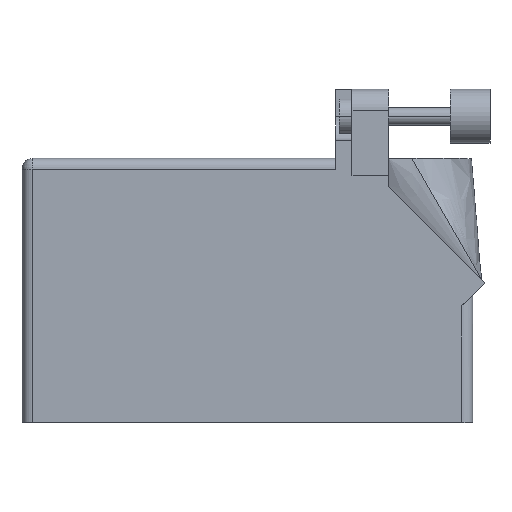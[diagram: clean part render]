
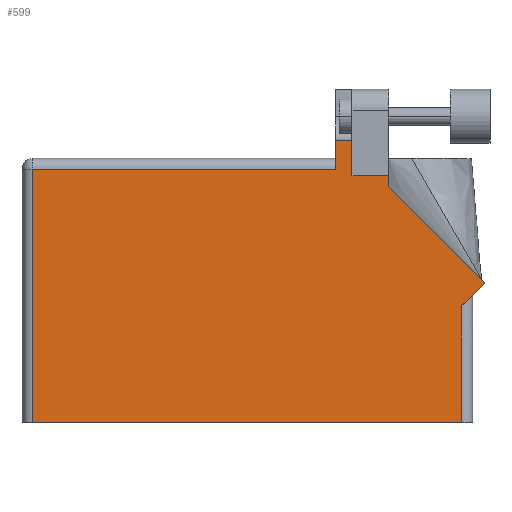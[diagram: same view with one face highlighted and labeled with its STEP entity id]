
A CAD part, top view. The second image highlights one B-rep face of the part: STEP entity #599.
In plain terms, the highlighted planar face has unit normal (0, 0, 1).
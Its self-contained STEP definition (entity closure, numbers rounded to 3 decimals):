
#77 = DIRECTION ( 'NONE',  ( 0.707, 0.707, 0. ) ) ;
#128 = DIRECTION ( 'NONE',  ( 0., -1., 0. ) ) ;
#183 = VECTOR ( 'NONE', #77, 1000. ) ;
#381 = EDGE_CURVE ( 'NONE', #2064, #498, #2261, .T. ) ;
#387 = ORIENTED_EDGE ( 'NONE', *, *, #765, .T. ) ;
#404 = VECTOR ( 'NONE', #1403, 1000. ) ;
#459 = EDGE_CURVE ( 'NONE', #1383, #2249, #2684, .T. ) ;
#465 = CARTESIAN_POINT ( 'NONE',  ( 56.992, 41.44, 0. ) ) ;
#485 = ORIENTED_EDGE ( 'NONE', *, *, #2685, .T. ) ;
#488 = CARTESIAN_POINT ( 'NONE',  ( 0., 37.287, 0. ) ) ;
#498 = VERTEX_POINT ( 'NONE', #740 ) ;
#573 = DIRECTION ( 'NONE',  ( -1., 0., 0. ) ) ;
#599 = ADVANCED_FACE ( 'NONE', ( #2527 ), #2134, .F. ) ;
#674 = LINE ( 'NONE', #1928, #2639 ) ;
#687 = ORIENTED_EDGE ( 'NONE', *, *, #1476, .T. ) ;
#709 = CARTESIAN_POINT ( 'NONE',  ( 1.575, 37.287, 0. ) ) ;
#740 = CARTESIAN_POINT ( 'NONE',  ( 64.77, 17.145, 0. ) ) ;
#742 = VERTEX_POINT ( 'NONE', #2097 ) ;
#745 = LINE ( 'NONE', #465, #404 ) ;
#765 = EDGE_CURVE ( 'NONE', #1951, #742, #896, .T. ) ;
#820 = ORIENTED_EDGE ( 'NONE', *, *, #2125, .T. ) ;
#837 = VERTEX_POINT ( 'NONE', #2810 ) ;
#844 = EDGE_CURVE ( 'NONE', #2622, #1383, #674, .T. ) ;
#896 = LINE ( 'NONE', #1713, #955 ) ;
#903 = LINE ( 'NONE', #2454, #183 ) ;
#955 = VECTOR ( 'NONE', #2394, 1000. ) ;
#1112 = EDGE_CURVE ( 'NONE', #837, #1184, #1493, .T. ) ;
#1132 = VECTOR ( 'NONE', #2414, 1000. ) ;
#1153 = DIRECTION ( 'NONE',  ( 0., 1., 0. ) ) ;
#1163 = VECTOR ( 'NONE', #1976, 1000. ) ;
#1184 = VERTEX_POINT ( 'NONE', #2585 ) ;
#1267 = DIRECTION ( 'NONE',  ( -0.707, 0.707, 0. ) ) ;
#1312 = VERTEX_POINT ( 'NONE', #709 ) ;
#1324 = EDGE_CURVE ( 'NONE', #1184, #2622, #2435, .T. ) ;
#1338 = CARTESIAN_POINT ( 'NONE',  ( 54., 36.322, 0. ) ) ;
#1358 = VECTOR ( 'NONE', #1267, 1000. ) ;
#1372 = DIRECTION ( 'NONE',  ( 1., 0., 0. ) ) ;
#1375 = ORIENTED_EDGE ( 'NONE', *, *, #1909, .T. ) ;
#1383 = VERTEX_POINT ( 'NONE', #2664 ) ;
#1389 = CARTESIAN_POINT ( 'NONE',  ( 0., 0., 0. ) ) ;
#1403 = DIRECTION ( 'NONE',  ( -1., 0., 0. ) ) ;
#1463 = VERTEX_POINT ( 'NONE', #2067 ) ;
#1476 = EDGE_CURVE ( 'NONE', #742, #1312, #2743, .T. ) ;
#1489 = ORIENTED_EDGE ( 'NONE', *, *, #381, .T. ) ;
#1493 = LINE ( 'NONE', #2369, #1358 ) ;
#1556 = CARTESIAN_POINT ( 'NONE',  ( 64.77, 18.72, 0. ) ) ;
#1589 = LINE ( 'NONE', #1389, #1767 ) ;
#1622 = AXIS2_PLACEMENT_3D ( 'NONE', #1658, #1914, #573 ) ;
#1626 = VECTOR ( 'NONE', #128, 1000. ) ;
#1643 = CARTESIAN_POINT ( 'NONE',  ( 46.203, 41.44, 0. ) ) ;
#1650 = LINE ( 'NONE', #2521, #1626 ) ;
#1658 = CARTESIAN_POINT ( 'NONE',  ( 0., 38.862, 0. ) ) ;
#1713 = CARTESIAN_POINT ( 'NONE',  ( 46.203, 38.862, 0. ) ) ;
#1767 = VECTOR ( 'NONE', #1372, 1000. ) ;
#1909 = EDGE_CURVE ( 'NONE', #1463, #2064, #1589, .T. ) ;
#1914 = DIRECTION ( 'NONE',  ( 0., 0., -1. ) ) ;
#1928 = CARTESIAN_POINT ( 'NONE',  ( 54., 36.322, 0. ) ) ;
#1951 = VERTEX_POINT ( 'NONE', #1643 ) ;
#1976 = DIRECTION ( 'NONE',  ( 0., 1., 0. ) ) ;
#2005 = ORIENTED_EDGE ( 'NONE', *, *, #1324, .T. ) ;
#2010 = CARTESIAN_POINT ( 'NONE',  ( 48.59, 36.322, 0. ) ) ;
#2021 = DIRECTION ( 'NONE',  ( -1., 0., 0. ) ) ;
#2032 = ORIENTED_EDGE ( 'NONE', *, *, #1112, .T. ) ;
#2064 = VERTEX_POINT ( 'NONE', #2354 ) ;
#2067 = CARTESIAN_POINT ( 'NONE',  ( 1.575, 0., 0. ) ) ;
#2097 = CARTESIAN_POINT ( 'NONE',  ( 46.203, 37.287, 0. ) ) ;
#2125 = EDGE_CURVE ( 'NONE', #2249, #1951, #745, .T. ) ;
#2134 = PLANE ( 'NONE',  #1622 ) ;
#2139 = VECTOR ( 'NONE', #1153, 1000. ) ;
#2177 = ORIENTED_EDGE ( 'NONE', *, *, #459, .T. ) ;
#2249 = VERTEX_POINT ( 'NONE', #2510 ) ;
#2261 = LINE ( 'NONE', #1556, #1132 ) ;
#2354 = CARTESIAN_POINT ( 'NONE',  ( 64.77, 0., 0. ) ) ;
#2369 = CARTESIAN_POINT ( 'NONE',  ( 68.141, 20.516, 0. ) ) ;
#2394 = DIRECTION ( 'NONE',  ( 0., -1., 0. ) ) ;
#2407 = CARTESIAN_POINT ( 'NONE',  ( 54., 34.656, 0. ) ) ;
#2414 = DIRECTION ( 'NONE',  ( 0., 1., 0. ) ) ;
#2435 = LINE ( 'NONE', #2407, #1163 ) ;
#2454 = CARTESIAN_POINT ( 'NONE',  ( 66.345, 18.72, 0. ) ) ;
#2494 = VECTOR ( 'NONE', #2021, 1000. ) ;
#2510 = CARTESIAN_POINT ( 'NONE',  ( 48.59, 41.44, 0. ) ) ;
#2521 = CARTESIAN_POINT ( 'NONE',  ( 1.575, 0., 0. ) ) ;
#2527 = FACE_OUTER_BOUND ( 'NONE', #2727, .T. ) ;
#2541 = ORIENTED_EDGE ( 'NONE', *, *, #2572, .T. ) ;
#2572 = EDGE_CURVE ( 'NONE', #498, #837, #903, .T. ) ;
#2585 = CARTESIAN_POINT ( 'NONE',  ( 54., 34.656, 0. ) ) ;
#2593 = DIRECTION ( 'NONE',  ( -1., 0., 0. ) ) ;
#2622 = VERTEX_POINT ( 'NONE', #1338 ) ;
#2639 = VECTOR ( 'NONE', #2593, 1000. ) ;
#2664 = CARTESIAN_POINT ( 'NONE',  ( 48.59, 36.322, 0. ) ) ;
#2684 = LINE ( 'NONE', #2010, #2139 ) ;
#2685 = EDGE_CURVE ( 'NONE', #1312, #1463, #1650, .T. ) ;
#2713 = ORIENTED_EDGE ( 'NONE', *, *, #844, .T. ) ;
#2727 = EDGE_LOOP ( 'NONE', ( #2177, #820, #387, #687, #485, #1375, #1489, #2541, #2032, #2005, #2713 ) ) ;
#2743 = LINE ( 'NONE', #488, #2494 ) ;
#2810 = CARTESIAN_POINT ( 'NONE',  ( 68.141, 20.516, 0. ) ) ;
